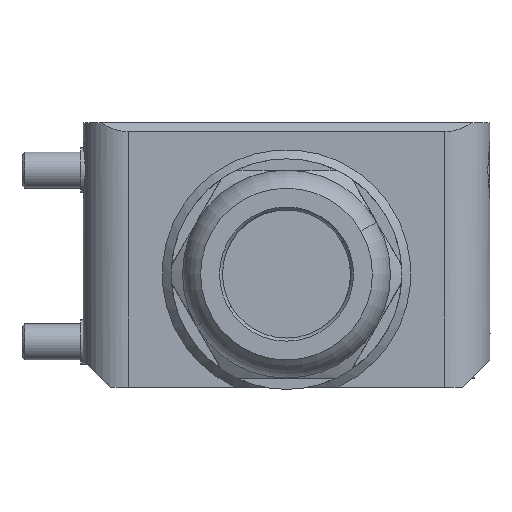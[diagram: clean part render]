
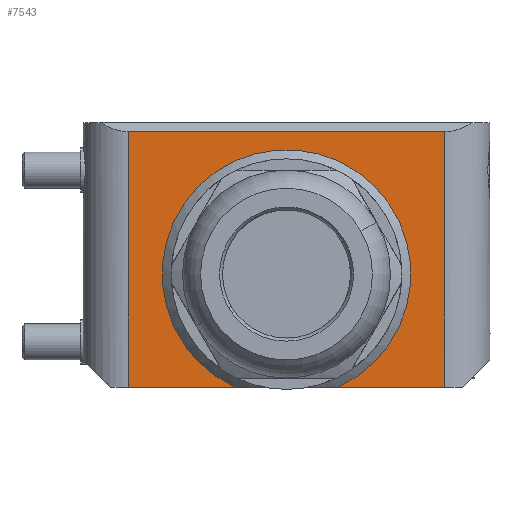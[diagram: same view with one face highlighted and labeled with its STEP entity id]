
A CAD part, left-side view. The second image highlights one B-rep face of the part: STEP entity #7543.
In plain terms, the highlighted planar face has unit normal (-1, 0, 0).
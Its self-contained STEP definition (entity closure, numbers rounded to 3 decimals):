
#101 = VECTOR ( 'NONE', #12940, 1000. ) ;
#295 = DIRECTION ( 'NONE',  ( 0., 0., -1. ) ) ;
#1262 = EDGE_CURVE ( 'NONE', #12237, #9527, #20919, .T. ) ;
#3032 = LINE ( 'NONE', #26110, #20674 ) ;
#3480 = EDGE_CURVE ( 'NONE', #7740, #26866, #8841, .T. ) ;
#4051 = CARTESIAN_POINT ( 'NONE',  ( -65., 11.456, 0. ) ) ;
#4190 = DIRECTION ( 'NONE',  ( 0., 0., -1. ) ) ;
#4713 = ORIENTED_EDGE ( 'NONE', *, *, #29536, .F. ) ;
#4810 = ORIENTED_EDGE ( 'NONE', *, *, #13344, .T. ) ;
#5210 = DIRECTION ( 'NONE',  ( 0., -1., 0. ) ) ;
#6038 = CARTESIAN_POINT ( 'NONE',  ( -65., 35., 58.5 ) ) ;
#7247 = DIRECTION ( 'NONE',  ( 0., 0., 1. ) ) ;
#7286 = DIRECTION ( 'NONE',  ( -1., 0., 0. ) ) ;
#7310 = CARTESIAN_POINT ( 'NONE',  ( -65., 0., 25. ) ) ;
#7543 = ADVANCED_FACE ( 'NONE', ( #16966 ), #23367, .F. ) ;
#7740 = VERTEX_POINT ( 'NONE', #27510 ) ;
#8256 = AXIS2_PLACEMENT_3D ( 'NONE', #24241, #8299, #295 ) ;
#8299 = DIRECTION ( 'NONE',  ( 1., 0., 0. ) ) ;
#8581 = VERTEX_POINT ( 'NONE', #9067 ) ;
#8841 = LINE ( 'NONE', #10223, #15233 ) ;
#8897 = VECTOR ( 'NONE', #4190, 1000. ) ;
#9067 = CARTESIAN_POINT ( 'NONE',  ( -65., -35., 56.5 ) ) ;
#9224 = CARTESIAN_POINT ( 'NONE',  ( -65., 35., 56.5 ) ) ;
#9527 = VERTEX_POINT ( 'NONE', #29954 ) ;
#10223 = CARTESIAN_POINT ( 'NONE',  ( -65., -45., 0. ) ) ;
#11680 = EDGE_CURVE ( 'NONE', #26866, #8581, #25321, .T. ) ;
#11757 = CIRCLE ( 'NONE', #30267, 27.5 ) ;
#12237 = VERTEX_POINT ( 'NONE', #9224 ) ;
#12673 = CARTESIAN_POINT ( 'NONE',  ( -65., -35., 0. ) ) ;
#12940 = DIRECTION ( 'NONE',  ( 0., 1., 0. ) ) ;
#13195 = CARTESIAN_POINT ( 'NONE',  ( -65., -45., 56.5 ) ) ;
#13344 = EDGE_CURVE ( 'NONE', #8581, #12237, #20029, .T. ) ;
#13561 = ORIENTED_EDGE ( 'NONE', *, *, #17559, .T. ) ;
#15233 = VECTOR ( 'NONE', #5210, 1000. ) ;
#16966 = FACE_OUTER_BOUND ( 'NONE', #26543, .T. ) ;
#17195 = DIRECTION ( 'NONE',  ( 0., 0., 1. ) ) ;
#17229 = CARTESIAN_POINT ( 'NONE',  ( -65., -35., 58.5 ) ) ;
#17559 = EDGE_CURVE ( 'NONE', #9527, #18751, #3032, .T. ) ;
#18751 = VERTEX_POINT ( 'NONE', #4051 ) ;
#20029 = LINE ( 'NONE', #13195, #101 ) ;
#20674 = VECTOR ( 'NONE', #26003, 1000. ) ;
#20919 = LINE ( 'NONE', #6038, #8897 ) ;
#23367 = PLANE ( 'NONE',  #8256 ) ;
#23869 = ORIENTED_EDGE ( 'NONE', *, *, #3480, .T. ) ;
#24241 = CARTESIAN_POINT ( 'NONE',  ( -65., -45., 58.5 ) ) ;
#25321 = LINE ( 'NONE', #17229, #30971 ) ;
#26003 = DIRECTION ( 'NONE',  ( 0., -1., 0. ) ) ;
#26110 = CARTESIAN_POINT ( 'NONE',  ( -65., -45., 0. ) ) ;
#26543 = EDGE_LOOP ( 'NONE', ( #23869, #29130, #4810, #28502, #13561, #4713 ) ) ;
#26866 = VERTEX_POINT ( 'NONE', #12673 ) ;
#27510 = CARTESIAN_POINT ( 'NONE',  ( -65., -11.456, 0. ) ) ;
#28502 = ORIENTED_EDGE ( 'NONE', *, *, #1262, .T. ) ;
#29130 = ORIENTED_EDGE ( 'NONE', *, *, #11680, .T. ) ;
#29536 = EDGE_CURVE ( 'NONE', #7740, #18751, #11757, .T. ) ;
#29954 = CARTESIAN_POINT ( 'NONE',  ( -65., 35., 0. ) ) ;
#30267 = AXIS2_PLACEMENT_3D ( 'NONE', #7310, #7286, #7247 ) ;
#30971 = VECTOR ( 'NONE', #17195, 1000. ) ;
